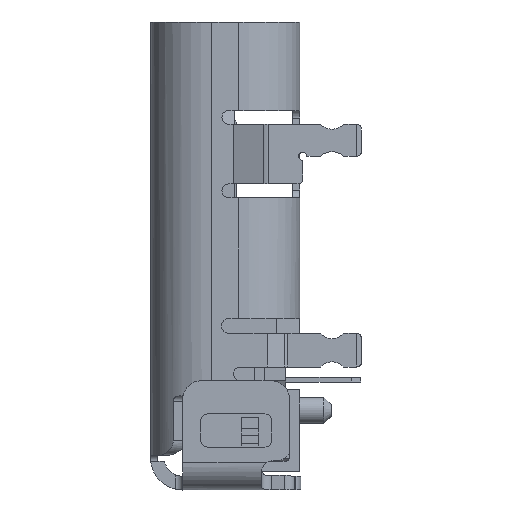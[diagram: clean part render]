
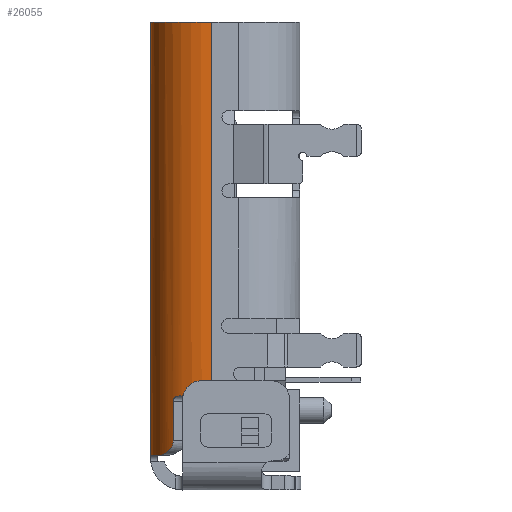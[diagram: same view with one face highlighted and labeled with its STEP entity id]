
A CAD part, left-side view. The second image highlights one B-rep face of the part: STEP entity #26055.
In plain terms, the highlighted cylindrical face has radius 1.29 mm (diameter 2.58 mm), a partial arc.
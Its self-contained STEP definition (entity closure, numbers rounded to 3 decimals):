
#466 = FACE_OUTER_BOUND ( 'NONE', #19933, .T. ) ;
#579 = CARTESIAN_POINT ( 'NONE',  ( 0.29, 2.675, 0.385 ) ) ;
#1004 = CARTESIAN_POINT ( 'NONE',  ( 1.29, 1.86, 1.39 ) ) ;
#1055 = DIRECTION ( 'NONE',  ( 0., 0., -1. ) ) ;
#1108 = CARTESIAN_POINT ( 'NONE',  ( 0.29, 2.675, 0.432 ) ) ;
#1308 = CARTESIAN_POINT ( 'NONE',  ( 1.263, 3.15, 0.085 ) ) ;
#1311 = CARTESIAN_POINT ( 'NONE',  ( 0.162, 2.482, 1.39 ) ) ;
#1571 = CARTESIAN_POINT ( 'NONE',  ( 1.29, 3.15, 0.006 ) ) ;
#1630 = EDGE_CURVE ( 'NONE', #12560, #4264, #22836, .T. ) ;
#2387 = LINE ( 'NONE', #20552, #5233 ) ;
#2891 = EDGE_CURVE ( 'NONE', #20512, #25188, #11439, .T. ) ;
#3132 = CIRCLE ( 'NONE', #3966, 1.29 ) ;
#3159 = CARTESIAN_POINT ( 'NONE',  ( 1.271, 3.15, 0.074 ) ) ;
#3288 = CARTESIAN_POINT ( 'NONE',  ( 0.29, 2.675, 9.28 ) ) ;
#3704 = AXIS2_PLACEMENT_3D ( 'NONE', #8817, #24379, #24761 ) ;
#3706 = VERTEX_POINT ( 'NONE', #9621 ) ;
#3966 = AXIS2_PLACEMENT_3D ( 'NONE', #19104, #1055, #15149 ) ;
#3976 = B_SPLINE_CURVE_WITH_KNOTS ( 'NONE', 3,
 ( #1571, #21722, #11715, #19360, #19739, #3159, #1308, #9339, #23309, #17755, #15789, #17376, #21205, #11197, #7888, #18422 ),
 .UNSPECIFIED., .F., .F.,
 ( 4, 3, 3, 3, 3, 4 ),
 ( 0., 0., 0., 0., 0., 0. ),
 .UNSPECIFIED. ) ;
#3981 = VERTEX_POINT ( 'NONE', #24750 ) ;
#4185 = EDGE_CURVE ( 'NONE', #3981, #12560, #5015, .T. ) ;
#4264 = VERTEX_POINT ( 'NONE', #10534 ) ;
#4602 = CARTESIAN_POINT ( 'NONE',  ( 0.21, 2.567, 1.386 ) ) ;
#5015 = B_SPLINE_CURVE_WITH_KNOTS ( 'NONE', 3,
 ( #16729, #23050, #24755, #6581, #14482, #4602, #12514, #12639 ),
 .UNSPECIFIED., .F., .F.,
 ( 4, 2, 2, 4 ),
 ( 0., 0., 0., 0. ),
 .UNSPECIFIED. ) ;
#5233 = VECTOR ( 'NONE', #10419, 1000. ) ;
#5521 = CARTESIAN_POINT ( 'NONE',  ( 1.29, 1.86, 9.28 ) ) ;
#5582 = CARTESIAN_POINT ( 'NONE',  ( 1.29, 3.15, 0.006 ) ) ;
#5601 = EDGE_CURVE ( 'NONE', #25188, #3706, #3976, .T. ) ;
#6454 = EDGE_CURVE ( 'NONE', #4264, #10508, #2387, .T. ) ;
#6581 = CARTESIAN_POINT ( 'NONE',  ( 0.261, 2.639, 1.347 ) ) ;
#6645 = EDGE_CURVE ( 'NONE', #10508, #20512, #3132, .T. ) ;
#6934 = DIRECTION ( 'NONE',  ( 0., 0., 1. ) ) ;
#7662 = VERTEX_POINT ( 'NONE', #10192 ) ;
#7888 = CARTESIAN_POINT ( 'NONE',  ( 1.174, 3.145, 0.132 ) ) ;
#8100 = VECTOR ( 'NONE', #13805, 1000. ) ;
#8817 = CARTESIAN_POINT ( 'NONE',  ( 1.29, 1.86, 0.131 ) ) ;
#8878 = ORIENTED_EDGE ( 'NONE', *, *, #2891, .T. ) ;
#9339 = CARTESIAN_POINT ( 'NONE',  ( 1.254, 3.15, 0.095 ) ) ;
#9524 = ORIENTED_EDGE ( 'NONE', *, *, #6454, .T. ) ;
#9621 = CARTESIAN_POINT ( 'NONE',  ( 1.165, 3.144, 0.131 ) ) ;
#10192 = CARTESIAN_POINT ( 'NONE',  ( 0.59, 2.944, 0.131 ) ) ;
#10313 = EDGE_CURVE ( 'NONE', #7662, #16783, #16714, .T. ) ;
#10419 = DIRECTION ( 'NONE',  ( 0., 0., 1. ) ) ;
#10508 = VERTEX_POINT ( 'NONE', #23885 ) ;
#10534 = CARTESIAN_POINT ( 'NONE',  ( 0., 1.86, 1.39 ) ) ;
#10738 = ORIENTED_EDGE ( 'NONE', *, *, #6645, .T. ) ;
#11197 = CARTESIAN_POINT ( 'NONE',  ( 1.184, 3.146, 0.13 ) ) ;
#11270 = AXIS2_PLACEMENT_3D ( 'NONE', #5521, #13555, #19619 ) ;
#11439 = LINE ( 'NONE', #15516, #13850 ) ;
#11715 = CARTESIAN_POINT ( 'NONE',  ( 1.288, 3.15, 0.035 ) ) ;
#12256 = ORIENTED_EDGE ( 'NONE', *, *, #25758, .T. ) ;
#12514 = CARTESIAN_POINT ( 'NONE',  ( 0.184, 2.525, 1.391 ) ) ;
#12560 = VERTEX_POINT ( 'NONE', #1311 ) ;
#12639 = CARTESIAN_POINT ( 'NONE',  ( 0.162, 2.482, 1.39 ) ) ;
#12695 = CARTESIAN_POINT ( 'NONE',  ( 0.512, 2.893, 0.131 ) ) ;
#12830 = CARTESIAN_POINT ( 'NONE',  ( 0.36, 2.755, 0.235 ) ) ;
#13555 = DIRECTION ( 'NONE',  ( 0., 0., 1. ) ) ;
#13805 = DIRECTION ( 'NONE',  ( 0., 0., 1. ) ) ;
#13850 = VECTOR ( 'NONE', #19227, 1000. ) ;
#14482 = CARTESIAN_POINT ( 'NONE',  ( 0.248, 2.621, 1.359 ) ) ;
#14548 = CARTESIAN_POINT ( 'NONE',  ( 0.301, 2.689, 0.341 ) ) ;
#14968 = DIRECTION ( 'NONE',  ( 1., 0., 0. ) ) ;
#15149 = DIRECTION ( 'NONE',  ( 1., 0., 0. ) ) ;
#15516 = CARTESIAN_POINT ( 'NONE',  ( 1.29, 3.15, 9.28 ) ) ;
#15789 = CARTESIAN_POINT ( 'NONE',  ( 1.219, 3.148, 0.12 ) ) ;
#15931 = ORIENTED_EDGE ( 'NONE', *, *, #1630, .T. ) ;
#15958 = EDGE_CURVE ( 'NONE', #16783, #3981, #21714, .T. ) ;
#16714 = B_SPLINE_CURVE_WITH_KNOTS ( 'NONE', 3,
 ( #16918, #12695, #20739, #12830, #20875, #14548, #579, #1108 ),
 .UNSPECIFIED., .F., .F.,
 ( 4, 2, 2, 4 ),
 ( 0., 0., 0., 0.001 ),
 .UNSPECIFIED. ) ;
#16729 = CARTESIAN_POINT ( 'NONE',  ( 0.29, 2.675, 1.265 ) ) ;
#16783 = VERTEX_POINT ( 'NONE', #22394 ) ;
#16918 = CARTESIAN_POINT ( 'NONE',  ( 0.59, 2.944, 0.131 ) ) ;
#17376 = CARTESIAN_POINT ( 'NONE',  ( 1.206, 3.147, 0.125 ) ) ;
#17755 = CARTESIAN_POINT ( 'NONE',  ( 1.231, 3.149, 0.112 ) ) ;
#17850 = CARTESIAN_POINT ( 'NONE',  ( 1.29, 3.15, 9.28 ) ) ;
#18422 = CARTESIAN_POINT ( 'NONE',  ( 1.165, 3.144, 0.131 ) ) ;
#19104 = CARTESIAN_POINT ( 'NONE',  ( 1.29, 1.86, 9.28 ) ) ;
#19227 = DIRECTION ( 'NONE',  ( 0., 0., -1. ) ) ;
#19264 = CIRCLE ( 'NONE', #3704, 1.29 ) ;
#19360 = CARTESIAN_POINT ( 'NONE',  ( 1.283, 3.15, 0.048 ) ) ;
#19619 = DIRECTION ( 'NONE',  ( 1., 0., 0. ) ) ;
#19739 = CARTESIAN_POINT ( 'NONE',  ( 1.278, 3.15, 0.061 ) ) ;
#19933 = EDGE_LOOP ( 'NONE', ( #15931, #9524, #10738, #8878, #24969, #12256, #24786, #22275, #21029 ) ) ;
#20317 = AXIS2_PLACEMENT_3D ( 'NONE', #1004, #6934, #14968 ) ;
#20512 = VERTEX_POINT ( 'NONE', #17850 ) ;
#20552 = CARTESIAN_POINT ( 'NONE',  ( 0., 1.86, 9.28 ) ) ;
#20739 = CARTESIAN_POINT ( 'NONE',  ( 0.443, 2.836, 0.16 ) ) ;
#20875 = CARTESIAN_POINT ( 'NONE',  ( 0.337, 2.729, 0.266 ) ) ;
#21029 = ORIENTED_EDGE ( 'NONE', *, *, #4185, .T. ) ;
#21205 = CARTESIAN_POINT ( 'NONE',  ( 1.193, 3.146, 0.128 ) ) ;
#21714 = LINE ( 'NONE', #3288, #8100 ) ;
#21722 = CARTESIAN_POINT ( 'NONE',  ( 1.29, 3.15, 0.02 ) ) ;
#22275 = ORIENTED_EDGE ( 'NONE', *, *, #15958, .T. ) ;
#22394 = CARTESIAN_POINT ( 'NONE',  ( 0.29, 2.675, 0.432 ) ) ;
#22836 = CIRCLE ( 'NONE', #20317, 1.29 ) ;
#23050 = CARTESIAN_POINT ( 'NONE',  ( 0.29, 2.675, 1.29 ) ) ;
#23309 = CARTESIAN_POINT ( 'NONE',  ( 1.243, 3.149, 0.105 ) ) ;
#23565 = CYLINDRICAL_SURFACE ( 'NONE', #11270, 1.29 ) ;
#23885 = CARTESIAN_POINT ( 'NONE',  ( 0., 1.86, 9.28 ) ) ;
#24379 = DIRECTION ( 'NONE',  ( 0., 0., 1. ) ) ;
#24750 = CARTESIAN_POINT ( 'NONE',  ( 0.29, 2.675, 1.265 ) ) ;
#24755 = CARTESIAN_POINT ( 'NONE',  ( 0.282, 2.666, 1.313 ) ) ;
#24761 = DIRECTION ( 'NONE',  ( 1., 0., 0. ) ) ;
#24786 = ORIENTED_EDGE ( 'NONE', *, *, #10313, .T. ) ;
#24969 = ORIENTED_EDGE ( 'NONE', *, *, #5601, .T. ) ;
#25188 = VERTEX_POINT ( 'NONE', #5582 ) ;
#25758 = EDGE_CURVE ( 'NONE', #3706, #7662, #19264, .T. ) ;
#26055 = ADVANCED_FACE ( 'NONE', ( #466 ), #23565, .T. ) ;
